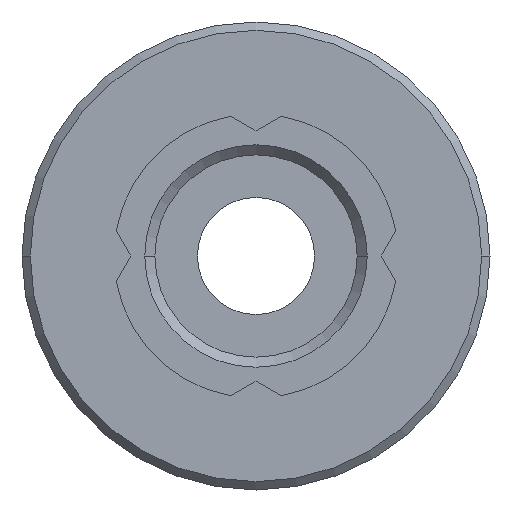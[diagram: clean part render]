
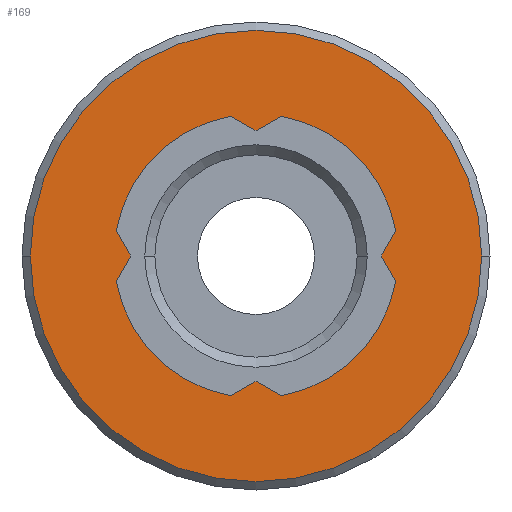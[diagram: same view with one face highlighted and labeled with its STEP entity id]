
A CAD part, front view. The second image highlights one B-rep face of the part: STEP entity #169.
In plain terms, the highlighted planar face has unit normal (0, -1, 0).
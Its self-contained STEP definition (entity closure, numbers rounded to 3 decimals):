
#169=ADVANCED_FACE('',(#387,#388),#389,.T.);
#387=FACE_BOUND('',#658,.T.);
#388=FACE_OUTER_BOUND('',#659,.T.);
#389=PLANE('',#660);
#658=EDGE_LOOP('',(#1080,#1081,#1082,#1083,#1084,#1085,#1086,#1087,#1088,#1089,#1090,#1091));
#659=EDGE_LOOP('',(#1092,#1093));
#660=AXIS2_PLACEMENT_3D('',#1094,#1095,#1096);
#1080=ORIENTED_EDGE('',*,*,#1664,.T.);
#1081=ORIENTED_EDGE('',*,*,#1619,.T.);
#1082=ORIENTED_EDGE('',*,*,#1686,.T.);
#1083=ORIENTED_EDGE('',*,*,#1687,.T.);
#1084=ORIENTED_EDGE('',*,*,#1688,.T.);
#1085=ORIENTED_EDGE('',*,*,#1689,.T.);
#1086=ORIENTED_EDGE('',*,*,#1690,.T.);
#1087=ORIENTED_EDGE('',*,*,#1677,.T.);
#1088=ORIENTED_EDGE('',*,*,#1691,.T.);
#1089=ORIENTED_EDGE('',*,*,#1692,.T.);
#1090=ORIENTED_EDGE('',*,*,#1633,.T.);
#1091=ORIENTED_EDGE('',*,*,#1693,.T.);
#1092=ORIENTED_EDGE('',*,*,#1694,.F.);
#1093=ORIENTED_EDGE('',*,*,#1695,.F.);
#1094=CARTESIAN_POINT('',(6.75,1.7,0.0));
#1095=DIRECTION('',(0.,-1.0,0.0));
#1096=DIRECTION('',(-1.0,0.,0.0));
#1619=EDGE_CURVE('',#1942,#1943,#1944,.T.);
#1633=EDGE_CURVE('',#1966,#1967,#1968,.T.);
#1664=EDGE_CURVE('',#2013,#1942,#2014,.T.);
#1677=EDGE_CURVE('',#2032,#2033,#2034,.T.);
#1686=EDGE_CURVE('',#1943,#2047,#2048,.T.);
#1687=EDGE_CURVE('',#2047,#2049,#2050,.T.);
#1688=EDGE_CURVE('',#2049,#2051,#2052,.T.);
#1689=EDGE_CURVE('',#2051,#2053,#2054,.T.);
#1690=EDGE_CURVE('',#2053,#2032,#2055,.T.);
#1691=EDGE_CURVE('',#2033,#2056,#2057,.T.);
#1692=EDGE_CURVE('',#2056,#1966,#2058,.T.);
#1693=EDGE_CURVE('',#1967,#2013,#2059,.T.);
#1694=EDGE_CURVE('',#2060,#2061,#2062,.T.);
#1695=EDGE_CURVE('',#2061,#2060,#2063,.T.);
#1942=VERTEX_POINT('',#2444);
#1943=VERTEX_POINT('',#2445);
#1944=LINE('',#2446,#2447);
#1966=VERTEX_POINT('',#2476);
#1967=VERTEX_POINT('',#2477);
#1968=LINE('',#2478,#2479);
#2013=VERTEX_POINT('',#2620);
#2014=LINE('',#2621,#2622);
#2032=VERTEX_POINT('',#2655);
#2033=VERTEX_POINT('',#2656);
#2034=LINE('',#2657,#2658);
#2047=VERTEX_POINT('',#2676);
#2048=CIRCLE('',#2677,8.5);
#2049=VERTEX_POINT('',#2678);
#2050=LINE('',#2679,#2680);
#2051=VERTEX_POINT('',#2681);
#2052=LINE('',#2682,#2683);
#2053=VERTEX_POINT('',#2684);
#2054=CIRCLE('',#2685,8.5);
#2055=LINE('',#2686,#2687);
#2056=VERTEX_POINT('',#2688);
#2057=CIRCLE('',#2689,8.5);
#2058=LINE('',#2690,#2691);
#2059=CIRCLE('',#2692,8.5);
#2060=VERTEX_POINT('',#2693);
#2061=VERTEX_POINT('',#2694);
#2062=CIRCLE('',#2695,13.5);
#2063=CIRCLE('',#2696,13.5);
#2444=CARTESIAN_POINT('',(0.,1.7,7.5));
#2445=CARTESIAN_POINT('',(1.501,1.7,8.366));
#2446=CARTESIAN_POINT('',(1.742,1.7,8.506));
#2447=VECTOR('',#3035,1.0);
#2476=CARTESIAN_POINT('',(-7.5,1.7,0.));
#2477=CARTESIAN_POINT('',(-8.366,1.7,1.501));
#2478=CARTESIAN_POINT('',(-6.2,1.7,-2.251));
#2479=VECTOR('',#3052,1.0);
#2620=CARTESIAN_POINT('',(-1.501,1.7,8.366));
#2621=CARTESIAN_POINT('',(3.321,1.7,5.583));
#2622=VECTOR('',#3082,1.0);
#2655=CARTESIAN_POINT('',(0.,1.7,-7.5));
#2656=CARTESIAN_POINT('',(-1.501,1.7,-8.366));
#2657=CARTESIAN_POINT('',(3.321,1.7,-5.583));
#2658=VECTOR('',#3096,1.0);
#2676=CARTESIAN_POINT('',(8.366,1.7,1.501));
#2677=AXIS2_PLACEMENT_3D('',#3105,#3106,#3107);
#2678=CARTESIAN_POINT('',(7.5,1.7,0.));
#2679=CARTESIAN_POINT('',(7.888,1.7,0.672));
#2680=VECTOR('',#3108,1.0);
#2681=CARTESIAN_POINT('',(8.366,1.7,-1.501));
#2682=CARTESIAN_POINT('',(7.888,1.7,-0.672));
#2683=VECTOR('',#3109,1.0);
#2684=CARTESIAN_POINT('',(1.501,1.7,-8.366));
#2685=AXIS2_PLACEMENT_3D('',#3110,#3111,#3112);
#2686=CARTESIAN_POINT('',(1.742,1.7,-8.506));
#2687=VECTOR('',#3113,1.0);
#2688=CARTESIAN_POINT('',(-8.366,1.7,-1.501));
#2689=AXIS2_PLACEMENT_3D('',#3114,#3115,#3116);
#2690=CARTESIAN_POINT('',(-6.2,1.7,2.251));
#2691=VECTOR('',#3117,1.0);
#2692=AXIS2_PLACEMENT_3D('',#3118,#3119,#3120);
#2693=CARTESIAN_POINT('',(13.5,1.7,0.0));
#2694=CARTESIAN_POINT('',(-13.5,1.7,0.));
#2695=AXIS2_PLACEMENT_3D('',#3121,#3122,#3123);
#2696=AXIS2_PLACEMENT_3D('',#3124,#3125,#3126);
#3035=DIRECTION('',(0.866,0.,0.5));
#3052=DIRECTION('',(-0.5,0.,0.866));
#3082=DIRECTION('',(0.866,0.,-0.5));
#3096=DIRECTION('',(-0.866,0.,-0.5));
#3105=CARTESIAN_POINT('',(0.0,1.7,0.0));
#3106=DIRECTION('',(0.,1.0,0.0));
#3107=DIRECTION('',(1.0,0.,0.0));
#3108=DIRECTION('',(-0.5,0.,-0.866));
#3109=DIRECTION('',(0.5,0.,-0.866));
#3110=CARTESIAN_POINT('',(0.0,1.7,0.0));
#3111=DIRECTION('',(0.,1.0,0.0));
#3112=DIRECTION('',(1.0,0.,0.0));
#3113=DIRECTION('',(-0.866,0.,0.5));
#3114=CARTESIAN_POINT('',(0.0,1.7,0.0));
#3115=DIRECTION('',(0.,1.0,0.0));
#3116=DIRECTION('',(1.0,0.,0.0));
#3117=DIRECTION('',(0.5,0.,0.866));
#3118=CARTESIAN_POINT('',(0.0,1.7,0.0));
#3119=DIRECTION('',(0.,1.0,0.0));
#3120=DIRECTION('',(1.0,0.,0.0));
#3121=CARTESIAN_POINT('',(0.0,1.7,0.0));
#3122=DIRECTION('',(-0.0,1.0,0.0));
#3123=DIRECTION('',(1.0,0.0,0.0));
#3124=CARTESIAN_POINT('',(0.0,1.7,0.0));
#3125=DIRECTION('',(-0.0,1.0,0.0));
#3126=DIRECTION('',(1.0,0.0,0.0));
